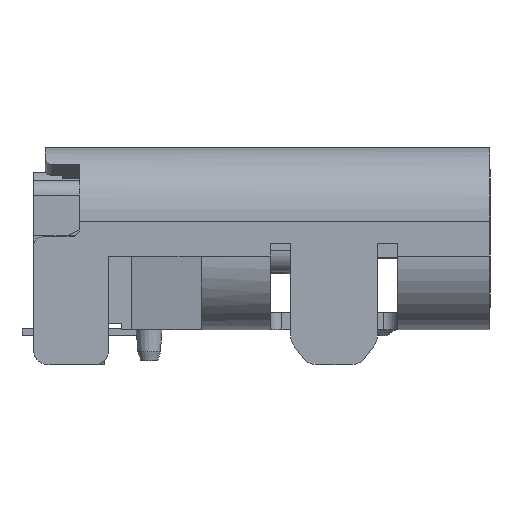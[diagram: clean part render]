
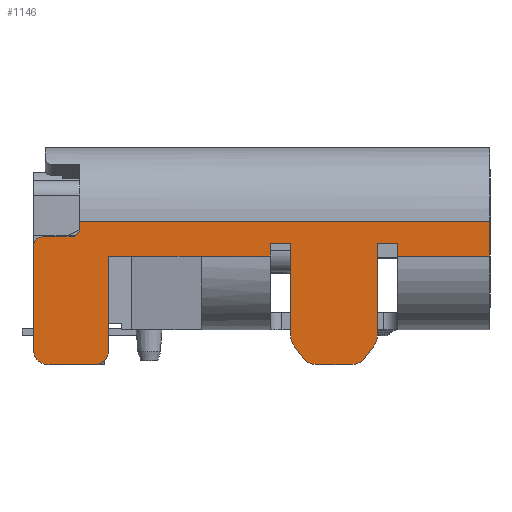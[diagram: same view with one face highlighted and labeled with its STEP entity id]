
A CAD part, left-side view. The second image highlights one B-rep face of the part: STEP entity #1146.
In plain terms, the highlighted planar face has unit normal (-1, 0, 0).
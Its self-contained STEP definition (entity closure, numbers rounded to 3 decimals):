
#536=PLANE('',#17248);
#1146=ADVANCED_FACE('',(#2319),#536,.F.);
#2319=FACE_OUTER_BOUND('',#3227,.T.);
#3227=EDGE_LOOP('',(#5091,#5092,#5093,#5094,#5095,#5096,#5097,#5098,#5099,
#5100,#5101,#5102,#5103,#5104,#5105,#5106,#5107,#5108,#5109,#5110,#5111,
#5112,#5113,#5114,#5115,#5116,#5117,#5118));
#4211=CIRCLE('',#17240,0.15);
#4212=CIRCLE('',#17241,0.15);
#4213=CIRCLE('',#17242,0.25);
#4214=CIRCLE('',#17243,0.25);
#4215=CIRCLE('',#17244,0.3);
#4216=CIRCLE('',#17245,0.3);
#4217=CIRCLE('',#17246,0.3);
#4218=CIRCLE('',#17247,0.3);
#5091=ORIENTED_EDGE('',*,*,#11706,.T.);
#5092=ORIENTED_EDGE('',*,*,#11708,.T.);
#5093=ORIENTED_EDGE('',*,*,#11709,.T.);
#5094=ORIENTED_EDGE('',*,*,#11710,.F.);
#5095=ORIENTED_EDGE('',*,*,#11711,.F.);
#5096=ORIENTED_EDGE('',*,*,#11712,.F.);
#5097=ORIENTED_EDGE('',*,*,#11713,.F.);
#5098=ORIENTED_EDGE('',*,*,#11714,.F.);
#5099=ORIENTED_EDGE('',*,*,#11715,.F.);
#5100=ORIENTED_EDGE('',*,*,#11716,.F.);
#5101=ORIENTED_EDGE('',*,*,#11717,.T.);
#5102=ORIENTED_EDGE('',*,*,#11490,.T.);
#5103=ORIENTED_EDGE('',*,*,#11527,.T.);
#5104=ORIENTED_EDGE('',*,*,#11718,.T.);
#5105=ORIENTED_EDGE('',*,*,#11719,.T.);
#5106=ORIENTED_EDGE('',*,*,#11720,.T.);
#5107=ORIENTED_EDGE('',*,*,#11721,.F.);
#5108=ORIENTED_EDGE('',*,*,#11722,.F.);
#5109=ORIENTED_EDGE('',*,*,#11723,.F.);
#5110=ORIENTED_EDGE('',*,*,#11724,.T.);
#5111=ORIENTED_EDGE('',*,*,#11725,.F.);
#5112=ORIENTED_EDGE('',*,*,#11726,.F.);
#5113=ORIENTED_EDGE('',*,*,#11727,.F.);
#5114=ORIENTED_EDGE('',*,*,#11728,.T.);
#5115=ORIENTED_EDGE('',*,*,#11729,.T.);
#5116=ORIENTED_EDGE('',*,*,#11730,.T.);
#5117=ORIENTED_EDGE('',*,*,#11731,.T.);
#5118=ORIENTED_EDGE('',*,*,#11732,.F.);
#9824=VERTEX_POINT('',#23392);
#9825=VERTEX_POINT('',#23394);
#9853=VERTEX_POINT('',#23466);
#10003=VERTEX_POINT('',#23854);
#10004=VERTEX_POINT('',#23856);
#10005=VERTEX_POINT('',#23860);
#10006=VERTEX_POINT('',#23862);
#10007=VERTEX_POINT('',#23864);
#10008=VERTEX_POINT('',#23866);
#10009=VERTEX_POINT('',#23868);
#10010=VERTEX_POINT('',#23870);
#10011=VERTEX_POINT('',#23872);
#10012=VERTEX_POINT('',#23874);
#10013=VERTEX_POINT('',#23876);
#10014=VERTEX_POINT('',#23879);
#10015=VERTEX_POINT('',#23881);
#10016=VERTEX_POINT('',#23883);
#10017=VERTEX_POINT('',#23885);
#10018=VERTEX_POINT('',#23887);
#10019=VERTEX_POINT('',#23889);
#10020=VERTEX_POINT('',#23891);
#10021=VERTEX_POINT('',#23893);
#10022=VERTEX_POINT('',#23895);
#10023=VERTEX_POINT('',#23897);
#10024=VERTEX_POINT('',#23899);
#10025=VERTEX_POINT('',#23901);
#10026=VERTEX_POINT('',#23903);
#10027=VERTEX_POINT('',#23905);
#11490=EDGE_CURVE('',#9825,#9824,#13969,.T.);
#11527=EDGE_CURVE('',#9824,#9853,#14003,.T.);
#11706=EDGE_CURVE('',#10004,#10003,#14097,.T.);
#11708=EDGE_CURVE('',#10003,#10005,#14098,.T.);
#11709=EDGE_CURVE('',#10005,#10006,#14099,.T.);
#11710=EDGE_CURVE('',#10007,#10006,#4211,.T.);
#11711=EDGE_CURVE('',#10008,#10007,#14100,.T.);
#11712=EDGE_CURVE('',#10009,#10008,#4212,.T.);
#11713=EDGE_CURVE('',#10010,#10009,#14101,.T.);
#11714=EDGE_CURVE('',#10011,#10010,#4213,.T.);
#11715=EDGE_CURVE('',#10012,#10011,#14102,.T.);
#11716=EDGE_CURVE('',#10013,#10012,#4214,.T.);
#11717=EDGE_CURVE('',#10013,#9825,#14103,.T.);
#11718=EDGE_CURVE('',#9853,#10014,#14104,.T.);
#11719=EDGE_CURVE('',#10014,#10015,#14105,.T.);
#11720=EDGE_CURVE('',#10015,#10016,#14106,.T.);
#11721=EDGE_CURVE('',#10017,#10016,#4215,.T.);
#11722=EDGE_CURVE('',#10018,#10017,#14107,.T.);
#11723=EDGE_CURVE('',#10019,#10018,#4216,.T.);
#11724=EDGE_CURVE('',#10019,#10020,#14108,.T.);
#11725=EDGE_CURVE('',#10021,#10020,#4217,.T.);
#11726=EDGE_CURVE('',#10022,#10021,#14109,.T.);
#11727=EDGE_CURVE('',#10023,#10022,#4218,.T.);
#11728=EDGE_CURVE('',#10023,#10024,#14110,.T.);
#11729=EDGE_CURVE('',#10024,#10025,#14111,.T.);
#11730=EDGE_CURVE('',#10025,#10026,#14112,.T.);
#11731=EDGE_CURVE('',#10026,#10027,#14113,.T.);
#11732=EDGE_CURVE('',#10004,#10027,#14114,.T.);
#13969=LINE('',#23393,#15576);
#14003=LINE('',#23465,#15610);
#14097=LINE('',#23855,#15704);
#14098=LINE('',#23859,#15705);
#14099=LINE('',#23861,#15706);
#14100=LINE('',#23865,#15707);
#14101=LINE('',#23869,#15708);
#14102=LINE('',#23873,#15709);
#14103=LINE('',#23877,#15710);
#14104=LINE('',#23878,#15711);
#14105=LINE('',#23880,#15712);
#14106=LINE('',#23882,#15713);
#14107=LINE('',#23886,#15714);
#14108=LINE('',#23890,#15715);
#14109=LINE('',#23894,#15716);
#14110=LINE('',#23898,#15717);
#14111=LINE('',#23900,#15718);
#14112=LINE('',#23902,#15719);
#14113=LINE('',#23904,#15720);
#14114=LINE('',#23906,#15721);
#15576=VECTOR('',#18767,1.);
#15610=VECTOR('',#18821,1.);
#15704=VECTOR('',#19131,1.);
#15705=VECTOR('',#19136,1.);
#15706=VECTOR('',#19137,1.);
#15707=VECTOR('',#19140,1.);
#15708=VECTOR('',#19143,1.);
#15709=VECTOR('',#19146,1.);
#15710=VECTOR('',#19149,1.);
#15711=VECTOR('',#19150,1.);
#15712=VECTOR('',#19151,1.);
#15713=VECTOR('',#19152,1.);
#15714=VECTOR('',#19155,1.);
#15715=VECTOR('',#19158,1.);
#15716=VECTOR('',#19161,1.);
#15717=VECTOR('',#19164,1.);
#15718=VECTOR('',#19165,1.);
#15719=VECTOR('',#19166,1.);
#15720=VECTOR('',#19167,1.);
#15721=VECTOR('',#19168,1.);
#17240=AXIS2_PLACEMENT_3D('',#23863,#19138,#19139);
#17241=AXIS2_PLACEMENT_3D('',#23867,#19141,#19142);
#17242=AXIS2_PLACEMENT_3D('',#23871,#19144,#19145);
#17243=AXIS2_PLACEMENT_3D('',#23875,#19147,#19148);
#17244=AXIS2_PLACEMENT_3D('',#23884,#19153,#19154);
#17245=AXIS2_PLACEMENT_3D('',#23888,#19156,#19157);
#17246=AXIS2_PLACEMENT_3D('',#23892,#19159,#19160);
#17247=AXIS2_PLACEMENT_3D('',#23896,#19162,#19163);
#17248=AXIS2_PLACEMENT_3D('',#23907,#19169,#19170);
#18767=DIRECTION('',(0.,-1.,0.));
#18821=DIRECTION('',(0.,-1.,0.));
#19131=DIRECTION('',(0.,1.,0.));
#19136=DIRECTION('',(0.,0.,-1.));
#19137=DIRECTION('',(0.,0.894,-0.447));
#19138=DIRECTION('',(-1.,0.,0.));
#19139=DIRECTION('',(0.,0.,-1.));
#19140=DIRECTION('',(0.,-1.,0.));
#19141=DIRECTION('',(1.,0.,0.));
#19142=DIRECTION('',(0.,1.,0.));
#19143=DIRECTION('',(0.,0.,1.));
#19144=DIRECTION('',(1.,0.,0.));
#19145=DIRECTION('',(0.,0.,-1.));
#19146=DIRECTION('',(0.,1.,0.));
#19147=DIRECTION('',(1.,0.,0.));
#19148=DIRECTION('',(0.,-1.,0.));
#19149=DIRECTION('',(0.,0.,1.));
#19150=DIRECTION('',(0.,0.,1.));
#19151=DIRECTION('',(0.,-1.,0.));
#19152=DIRECTION('',(0.,0.,-1.));
#19153=DIRECTION('',(1.,0.,0.));
#19154=DIRECTION('',(0.,0.8,-0.6));
#19155=DIRECTION('',(0.,0.6,0.8));
#19156=DIRECTION('',(1.,0.,0.));
#19157=DIRECTION('',(0.,0.,-1.));
#19158=DIRECTION('',(0.,-1.,0.));
#19159=DIRECTION('',(1.,0.,0.));
#19160=DIRECTION('',(0.,-0.8,-0.6));
#19161=DIRECTION('',(0.,0.6,-0.8));
#19162=DIRECTION('',(1.,0.,0.));
#19163=DIRECTION('',(0.,-1.,0.));
#19164=DIRECTION('',(0.,0.,1.));
#19165=DIRECTION('',(0.,-1.,0.));
#19166=DIRECTION('',(0.,0.,-1.));
#19167=DIRECTION('',(0.,-1.,0.));
#19168=DIRECTION('',(0.,0.,-1.));
#19169=DIRECTION('',(1.,0.,0.));
#19170=DIRECTION('',(0.,-1.,0.));
#23392=CARTESIAN_POINT('',(-4.225,5.,1.28));
#23393=CARTESIAN_POINT('',(-4.225,6.45,1.28));
#23394=CARTESIAN_POINT('',(-4.225,6.6,1.28));
#23465=CARTESIAN_POINT('',(-4.225,5.15,1.28));
#23466=CARTESIAN_POINT('',(-4.225,3.8,1.28));
#23854=CARTESIAN_POINT('',(-4.225,7.099,1.88));
#23855=CARTESIAN_POINT('',(-4.225,0.,1.88));
#23856=CARTESIAN_POINT('',(-4.225,0.,1.88));
#23859=CARTESIAN_POINT('',(-4.225,7.099,1.88));
#23860=CARTESIAN_POINT('',(-4.225,7.099,1.735));
#23861=CARTESIAN_POINT('',(-4.225,7.099,1.735));
#23862=CARTESIAN_POINT('',(-4.225,7.102,1.733));
#23863=CARTESIAN_POINT('',(-4.225,7.25,1.76));
#23864=CARTESIAN_POINT('',(-4.225,7.25,1.61));
#23865=CARTESIAN_POINT('',(-4.225,7.75,1.61));
#23866=CARTESIAN_POINT('',(-4.225,7.75,1.61));
#23867=CARTESIAN_POINT('',(-4.225,7.75,1.46));
#23868=CARTESIAN_POINT('',(-4.225,7.9,1.46));
#23869=CARTESIAN_POINT('',(-4.225,7.9,-0.35));
#23870=CARTESIAN_POINT('',(-4.225,7.9,-0.35));
#23871=CARTESIAN_POINT('',(-4.225,7.65,-0.35));
#23872=CARTESIAN_POINT('',(-4.225,7.65,-0.6));
#23873=CARTESIAN_POINT('',(-4.225,6.85,-0.6));
#23874=CARTESIAN_POINT('',(-4.225,6.85,-0.6));
#23875=CARTESIAN_POINT('',(-4.225,6.85,-0.35));
#23876=CARTESIAN_POINT('',(-4.225,6.6,-0.35));
#23877=CARTESIAN_POINT('',(-4.225,6.6,-0.35));
#23878=CARTESIAN_POINT('',(-4.225,3.8,1.28));
#23879=CARTESIAN_POINT('',(-4.225,3.8,1.5));
#23880=CARTESIAN_POINT('',(-4.225,3.65,1.5));
#23881=CARTESIAN_POINT('',(-4.225,3.45,1.5));
#23882=CARTESIAN_POINT('',(-4.225,3.45,1.35));
#23883=CARTESIAN_POINT('',(-4.225,3.45,-0.1));
#23884=CARTESIAN_POINT('',(-4.225,3.15,-0.1));
#23885=CARTESIAN_POINT('',(-4.225,3.39,-0.28));
#23886=CARTESIAN_POINT('',(-4.225,3.24,-0.48));
#23887=CARTESIAN_POINT('',(-4.225,3.24,-0.48));
#23888=CARTESIAN_POINT('',(-4.225,3.,-0.3));
#23889=CARTESIAN_POINT('',(-4.225,3.,-0.6));
#23890=CARTESIAN_POINT('',(-4.225,3.,-0.6));
#23891=CARTESIAN_POINT('',(-4.225,2.4,-0.6));
#23892=CARTESIAN_POINT('',(-4.225,2.4,-0.3));
#23893=CARTESIAN_POINT('',(-4.225,2.16,-0.48));
#23894=CARTESIAN_POINT('',(-4.225,2.01,-0.28));
#23895=CARTESIAN_POINT('',(-4.225,2.01,-0.28));
#23896=CARTESIAN_POINT('',(-4.225,2.25,-0.1));
#23897=CARTESIAN_POINT('',(-4.225,1.95,-0.1));
#23898=CARTESIAN_POINT('',(-4.225,1.95,-0.1));
#23899=CARTESIAN_POINT('',(-4.225,1.95,1.5));
#23900=CARTESIAN_POINT('',(-4.225,1.8,1.5));
#23901=CARTESIAN_POINT('',(-4.225,1.6,1.5));
#23902=CARTESIAN_POINT('',(-4.225,1.6,1.35));
#23903=CARTESIAN_POINT('',(-4.225,1.6,1.28));
#23904=CARTESIAN_POINT('',(-4.225,1.6,1.28));
#23905=CARTESIAN_POINT('',(-4.225,0.,1.28));
#23906=CARTESIAN_POINT('',(-4.225,0.,1.88));
#23907=CARTESIAN_POINT('',(-4.225,3.95,0.64));
